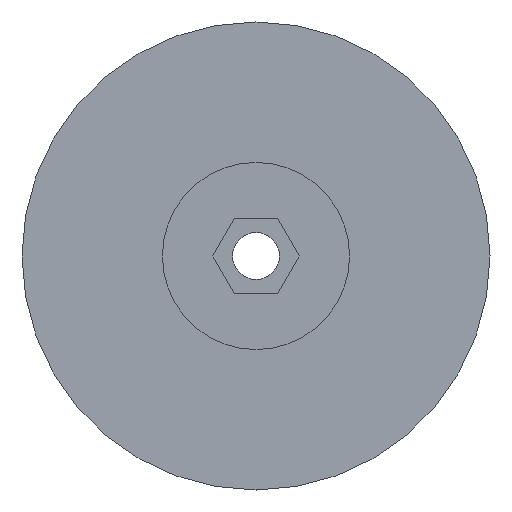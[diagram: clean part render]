
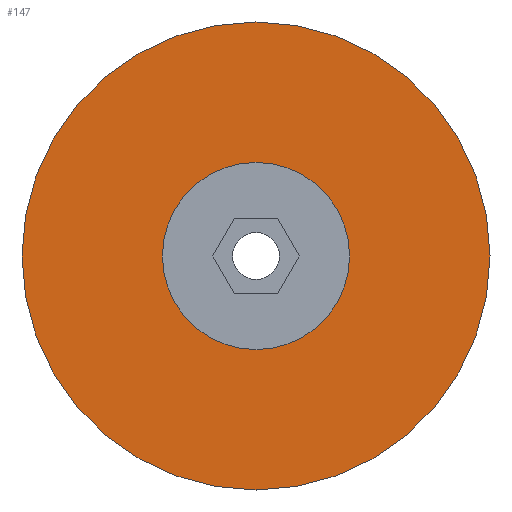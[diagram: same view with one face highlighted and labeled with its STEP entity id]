
A CAD part, left-side view. The second image highlights one B-rep face of the part: STEP entity #147.
In plain terms, the highlighted planar face has unit normal (-1, 0, 0).
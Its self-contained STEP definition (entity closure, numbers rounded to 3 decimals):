
#147=ADVANCED_FACE('',(#333,#335),#337,.F.);
#333=FACE_BOUND('',#334,.T.);
#334=EDGE_LOOP('',(#469));
#335=FACE_BOUND('',#336,.T.);
#336=EDGE_LOOP('',(#470));
#337=PLANE('',#338);
#338=AXIS2_PLACEMENT_3D('',#339,#340,#341);
#339=CARTESIAN_POINT('',(-25.,0.,0.));
#340=DIRECTION('',(1.,0.,0.));
#341=DIRECTION('',(0.,1.,0.));
#469=ORIENTED_EDGE('',*,*,#536,.F.);
#470=ORIENTED_EDGE('',*,*,#529,.F.);
#529=EDGE_CURVE('',#588,#588,#589,.T.);
#536=EDGE_CURVE('',#602,#602,#603,.T.);
#588=VERTEX_POINT('',#709);
#589=CIRCLE('',#710,10.);
#602=VERTEX_POINT('',#738);
#603=CIRCLE('',#739,25.);
#709=CARTESIAN_POINT('',(-25.,0.,-10.));
#710=AXIS2_PLACEMENT_3D('',#711,#712,#713);
#711=CARTESIAN_POINT('',(-25.,0.,0.));
#712=DIRECTION('',(-1.,0.,0.));
#713=DIRECTION('',(0.,0.,-1.));
#738=CARTESIAN_POINT('',(-25.,25.,0.));
#739=AXIS2_PLACEMENT_3D('',#740,#741,#742);
#740=CARTESIAN_POINT('',(-25.,0.,0.));
#741=DIRECTION('',(1.,0.,0.));
#742=DIRECTION('',(0.,1.,0.));
